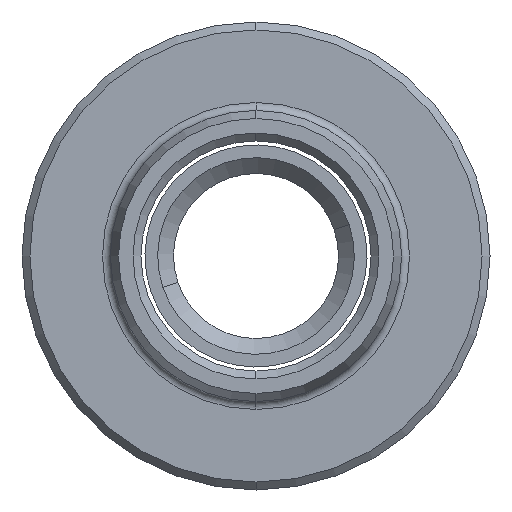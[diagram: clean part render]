
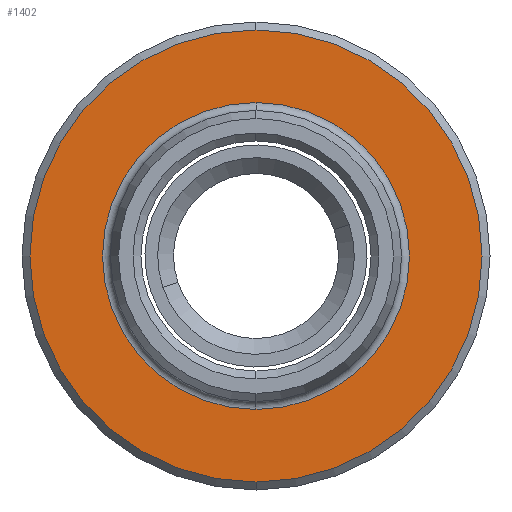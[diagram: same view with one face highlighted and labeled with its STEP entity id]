
A CAD part, left-side view. The second image highlights one B-rep face of the part: STEP entity #1402.
In plain terms, the highlighted planar face has unit normal (-1, 0, 0).
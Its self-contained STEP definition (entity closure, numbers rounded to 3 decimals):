
#37 = ORIENTED_EDGE ( 'NONE', *, *, #1353, .T. ) ;
#180 = DIRECTION ( 'NONE',  ( 0., 0., 1. ) ) ;
#226 = VERTEX_POINT ( 'NONE', #971 ) ;
#399 = DIRECTION ( 'NONE',  ( 0., 0., 1. ) ) ;
#450 = PLANE ( 'NONE',  #902 ) ;
#484 = ORIENTED_EDGE ( 'NONE', *, *, #1253, .T. ) ;
#529 = CIRCLE ( 'NONE', #1525, 2.85 ) ;
#578 = ORIENTED_EDGE ( 'NONE', *, *, #896, .T. ) ;
#641 = CIRCLE ( 'NONE', #1495, 1.935 ) ;
#653 = EDGE_LOOP ( 'NONE', ( #578, #1361 ) ) ;
#721 = CARTESIAN_POINT ( 'NONE',  ( -13., 1.835, 0. ) ) ;
#722 = VERTEX_POINT ( 'NONE', #1561 ) ;
#815 = DIRECTION ( 'NONE',  ( -1., 0., 0. ) ) ;
#830 = VERTEX_POINT ( 'NONE', #1452 ) ;
#836 = CARTESIAN_POINT ( 'NONE',  ( -13., 0., 0. ) ) ;
#896 = EDGE_CURVE ( 'NONE', #722, #226, #1294, .T. ) ;
#902 = AXIS2_PLACEMENT_3D ( 'NONE', #721, #1677, #1363 ) ;
#971 = CARTESIAN_POINT ( 'NONE',  ( -13., 0., 2.85 ) ) ;
#1065 = CARTESIAN_POINT ( 'NONE',  ( -13., 0., -1.935 ) ) ;
#1068 = DIRECTION ( 'NONE',  ( 0., 0., 1. ) ) ;
#1075 = DIRECTION ( 'NONE',  ( 1., 0., 0. ) ) ;
#1093 = CARTESIAN_POINT ( 'NONE',  ( -13., 0., 0. ) ) ;
#1187 = CIRCLE ( 'NONE', #1304, 1.935 ) ;
#1191 = DIRECTION ( 'NONE',  ( 1., 0., 0. ) ) ;
#1239 = CARTESIAN_POINT ( 'NONE',  ( -13., 0., 0. ) ) ;
#1253 = EDGE_CURVE ( 'NONE', #1260, #830, #1187, .T. ) ;
#1260 = VERTEX_POINT ( 'NONE', #1065 ) ;
#1294 = CIRCLE ( 'NONE', #1514, 2.85 ) ;
#1304 = AXIS2_PLACEMENT_3D ( 'NONE', #1093, #1191, #1337 ) ;
#1329 = CARTESIAN_POINT ( 'NONE',  ( -13., 0., 0. ) ) ;
#1337 = DIRECTION ( 'NONE',  ( 0., 0., 1. ) ) ;
#1353 = EDGE_CURVE ( 'NONE', #830, #1260, #641, .T. ) ;
#1361 = ORIENTED_EDGE ( 'NONE', *, *, #1477, .T. ) ;
#1363 = DIRECTION ( 'NONE',  ( 0., 0., 1. ) ) ;
#1371 = EDGE_LOOP ( 'NONE', ( #37, #484 ) ) ;
#1379 = DIRECTION ( 'NONE',  ( -1., 0., 0. ) ) ;
#1402 = ADVANCED_FACE ( 'NONE', ( #1749, #1530 ), #450, .T. ) ;
#1452 = CARTESIAN_POINT ( 'NONE',  ( -13., 0., 1.935 ) ) ;
#1477 = EDGE_CURVE ( 'NONE', #226, #722, #529, .T. ) ;
#1495 = AXIS2_PLACEMENT_3D ( 'NONE', #1329, #1075, #399 ) ;
#1514 = AXIS2_PLACEMENT_3D ( 'NONE', #1239, #815, #1068 ) ;
#1525 = AXIS2_PLACEMENT_3D ( 'NONE', #836, #1379, #180 ) ;
#1530 = FACE_OUTER_BOUND ( 'NONE', #653, .T. ) ;
#1561 = CARTESIAN_POINT ( 'NONE',  ( -13., 0., -2.85 ) ) ;
#1677 = DIRECTION ( 'NONE',  ( -1., 0., 0. ) ) ;
#1749 = FACE_BOUND ( 'NONE', #1371, .T. ) ;
